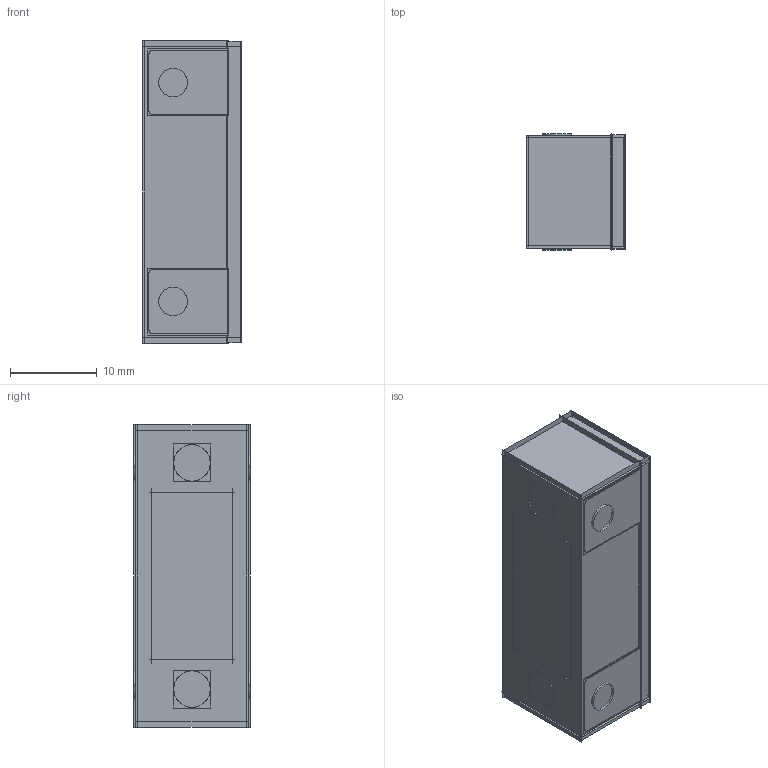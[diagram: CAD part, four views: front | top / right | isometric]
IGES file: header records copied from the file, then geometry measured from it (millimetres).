
Start section:  PTC IGES file: 813599.igs
Global section: file name: 813599.igs; native system: Creo Parametric by PTC Inc.; preprocessor: 2019292; author: PDMAdmin; organization: Unknown; date: 20220202.144538; units: millimetre
Bounding box: 11.34 x 13.37 x 34.78 mm (x, y, z)
Volume: 3441.3 mm3; surface area: 18305 mm2
Topology: 1 solids, 1 shells, 342 faces, 1848 edges, 2380 vertices
Faces by surface type: revolution 222, bspline 120
